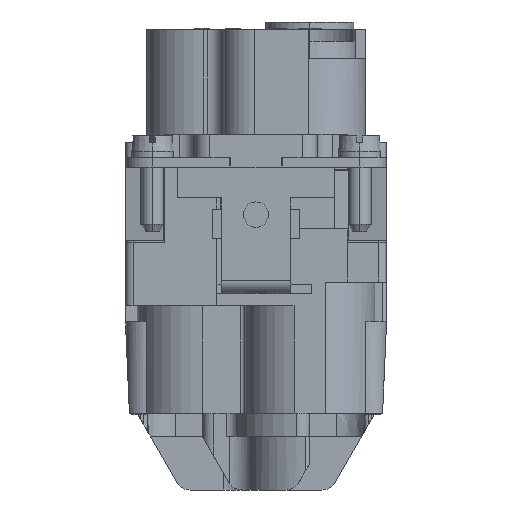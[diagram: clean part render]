
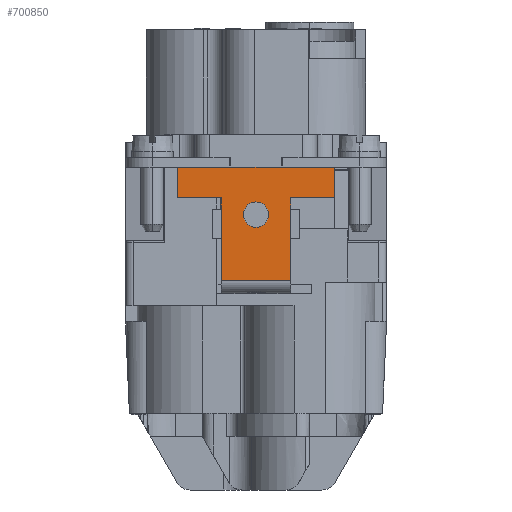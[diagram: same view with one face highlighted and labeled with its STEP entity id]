
A CAD part, left-side view. The second image highlights one B-rep face of the part: STEP entity #700850.
In plain terms, the highlighted face is planar.
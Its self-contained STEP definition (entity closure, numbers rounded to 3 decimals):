
#169170=CARTESIAN_POINT('',(107.601,50.474,17.7));
#169180=VERTEX_POINT('',#169170);
#198220=CARTESIAN_POINT('',(107.601,43.874,
17.7));
#198230=VERTEX_POINT('',#198220);
#361090=CARTESIAN_POINT('',(107.601,0.,17.7));
#361100=DIRECTION('',(0.,1.,0.));
#361110=VECTOR('',#361100,1.);
#361120=LINE('',#361090,#361110);
#361130=EDGE_CURVE('',#198230,#169180,#361120,.T.);
#492800=CARTESIAN_POINT('',(107.601,51.674,
1.));
#492810=DIRECTION('',(0.,0.,1.));
#492820=VECTOR('',#492810,1.);
#492830=LINE('',#492800,#492820);
#492840=CARTESIAN_POINT('',(107.601,51.674,
23.2));
#492850=VERTEX_POINT('',#492840);
#492860=CARTESIAN_POINT('',(107.601,51.674,
27.));
#492870=VERTEX_POINT('',#492860);
#492880=EDGE_CURVE('',#492850,#492870,#492830,.T.);
#497760=CARTESIAN_POINT('',(107.601,51.674,
1.));
#497770=DIRECTION('',(0.,0.,-1.));
#497780=VECTOR('',#497770,1.);
#497790=LINE('',#497760,#497780);
#497800=CARTESIAN_POINT('',(107.601,51.674,
32.5));
#497810=VERTEX_POINT('',#497800);
#497820=EDGE_CURVE('',#497810,#492870,#497790,.T.);
#660270=CARTESIAN_POINT('',(107.601,51.674,
21.7));
#660280=VERTEX_POINT('',#660270);
#660310=CARTESIAN_POINT('',(107.601,51.674,
1.));
#660320=DIRECTION('',(0.,0.,-1.));
#660330=VECTOR('',#660320,1.);
#660340=LINE('',#660310,#660330);
#660350=EDGE_CURVE('',#492850,#660280,#660340,.T.);
#661180=CARTESIAN_POINT('',(107.601,3.175,32.5
));
#661190=DIRECTION('',(0.,1.,0.));
#661200=VECTOR('',#661190,1.);
#661210=LINE('',#661180,#661200);
#661220=CARTESIAN_POINT('',(107.601,42.674,
32.5));
#661230=VERTEX_POINT('',#661220);
#661240=EDGE_CURVE('',#661230,#497810,#661210,.T.);
#667480=CARTESIAN_POINT('',(107.601,50.674,
17.7));
#667490=VERTEX_POINT('',#667480);
#667520=CARTESIAN_POINT('',(107.601,3.175,17.7
));
#667530=DIRECTION('',(0.,-1.,0.));
#667540=VECTOR('',#667530,1.);
#667550=LINE('',#667520,#667540);
#667560=CARTESIAN_POINT('',(107.601,57.424,
17.7));
#667570=VERTEX_POINT('',#667560);
#667580=EDGE_CURVE('',#667570,#667490,#667550,.T.);
#679120=CARTESIAN_POINT('',(107.601,43.674,
17.7));
#679130=VERTEX_POINT('',#679120);
#697250=CARTESIAN_POINT('',(107.601,48.824,
23.9));
#697260=VERTEX_POINT('',#697250);
#697290=CARTESIAN_POINT('',(107.601,47.174,
23.9));
#697300=DIRECTION('',(1.,0.,0.));
#697310=DIRECTION('',(0.,1.,0.));
#697320=AXIS2_PLACEMENT_3D('',#697290,#697300,#697310);
#697330=CIRCLE('',#697320,1.65);
#697340=CARTESIAN_POINT('',(107.601,45.524,
23.9));
#697350=VERTEX_POINT('',#697340);
#697360=EDGE_CURVE('',#697350,#697260,#697330,.T.);
#699990=CARTESIAN_POINT('',(107.601,64.174,
1.));
#700000=DIRECTION('',(1.,0.,0.));
#700010=DIRECTION('',(0.,1.,0.));
#700020=AXIS2_PLACEMENT_3D('',#699990,#700000,#700010);
#700030=PLANE('',#700020);
#700040=EDGE_CURVE('',#697260,#697350,#697330,.T.);
#700050=ORIENTED_EDGE('',*,*,#700040,.F.);
#700060=ORIENTED_EDGE('',*,*,#697360,.F.);
#700070=EDGE_LOOP('',(#700060,#700050));
#700080=FACE_BOUND('',#700070,.T.);
#700090=ORIENTED_EDGE('',*,*,#361130,.T.);
#700100=CARTESIAN_POINT('',(107.601,3.175,17.7
));
#700110=DIRECTION('',(0.,1.,0.));
#700120=VECTOR('',#700110,1.);
#700130=LINE('',#700100,#700120);
#700140=EDGE_CURVE('',#679130,#198230,#700130,.T.);
#700150=ORIENTED_EDGE('',*,*,#700140,.T.);
#700160=CARTESIAN_POINT('',(107.601,3.175,17.7
));
#700170=DIRECTION('',(0.,-1.,0.));
#700180=VECTOR('',#700170,1.);
#700190=LINE('',#700160,#700180);
#700200=CARTESIAN_POINT('',(107.601,36.924,
17.7));
#700210=VERTEX_POINT('',#700200);
#700220=EDGE_CURVE('',#679130,#700210,#700190,.T.);
#700230=ORIENTED_EDGE('',*,*,#700220,.F.);
#700240=CARTESIAN_POINT('',(107.601,36.924,
1.));
#700250=DIRECTION('',(0.,0.,1.));
#700260=VECTOR('',#700250,1.);
#700270=LINE('',#700240,#700260);
#700280=CARTESIAN_POINT('',(107.601,36.924,
21.7));
#700290=VERTEX_POINT('',#700280);
#700300=EDGE_CURVE('',#700210,#700290,#700270,.T.);
#700310=ORIENTED_EDGE('',*,*,#700300,.F.);
#700320=CARTESIAN_POINT('',(107.601,3.175,21.7
));
#700330=DIRECTION('',(0.,1.,0.));
#700340=VECTOR('',#700330,1.);
#700350=LINE('',#700320,#700340);
#700360=CARTESIAN_POINT('',(107.601,42.674,
21.7));
#700370=VERTEX_POINT('',#700360);
#700380=EDGE_CURVE('',#700290,#700370,#700350,.T.);
#700390=ORIENTED_EDGE('',*,*,#700380,.F.);
#700400=CARTESIAN_POINT('',(107.601,42.674,
1.));
#700410=DIRECTION('',(0.,0.,1.));
#700420=VECTOR('',#700410,1.);
#700430=LINE('',#700400,#700420);
#700440=CARTESIAN_POINT('',(107.601,42.674,
23.2));
#700450=VERTEX_POINT('',#700440);
#700460=EDGE_CURVE('',#700370,#700450,#700430,.T.);
#700470=ORIENTED_EDGE('',*,*,#700460,.F.);
#700480=CARTESIAN_POINT('',(107.601,42.674,
1.));
#700490=DIRECTION('',(0.,0.,1.));
#700500=VECTOR('',#700490,1.);
#700510=LINE('',#700480,#700500);
#700520=CARTESIAN_POINT('',(107.601,42.674,
27.));
#700530=VERTEX_POINT('',#700520);
#700540=EDGE_CURVE('',#700450,#700530,#700510,.T.);
#700550=ORIENTED_EDGE('',*,*,#700540,.F.);
#700560=CARTESIAN_POINT('',(107.601,42.674,
1.));
#700570=DIRECTION('',(0.,0.,1.));
#700580=VECTOR('',#700570,1.);
#700590=LINE('',#700560,#700580);
#700600=EDGE_CURVE('',#700530,#661230,#700590,.T.);
#700610=ORIENTED_EDGE('',*,*,#700600,.F.);
#700620=ORIENTED_EDGE('',*,*,#661240,.F.);
#700630=ORIENTED_EDGE('',*,*,#497820,.F.);
#700640=ORIENTED_EDGE('',*,*,#492880,.T.);
#700650=ORIENTED_EDGE('',*,*,#660350,.F.);
#700660=CARTESIAN_POINT('',(107.601,3.175,21.7
));
#700670=DIRECTION('',(0.,1.,0.));
#700680=VECTOR('',#700670,1.);
#700690=LINE('',#700660,#700680);
#700700=CARTESIAN_POINT('',(107.601,57.424,
21.7));
#700710=VERTEX_POINT('',#700700);
#700720=EDGE_CURVE('',#660280,#700710,#700690,.T.);
#700730=ORIENTED_EDGE('',*,*,#700720,.F.);
#700740=CARTESIAN_POINT('',(107.601,57.424,
1.));
#700750=DIRECTION('',(0.,0.,-1.));
#700760=VECTOR('',#700750,1.);
#700770=LINE('',#700740,#700760);
#700780=EDGE_CURVE('',#700710,#667570,#700770,.T.);
#700790=ORIENTED_EDGE('',*,*,#700780,.F.);
#700800=ORIENTED_EDGE('',*,*,#667580,.F.);
#700810=EDGE_CURVE('',#169180,#667490,#700130,.T.);
#700820=ORIENTED_EDGE('',*,*,#700810,.T.);
#700830=EDGE_LOOP('',(#700820,#700800,#700790,#700730,#700650,#700640,
#700630,#700620,#700610,#700550,#700470,#700390,#700310,#700230,#700150,
#700090));
#700840=FACE_OUTER_BOUND('',#700830,.T.);
#700850=ADVANCED_FACE('',(#700080,#700840),#700030,.T.);
